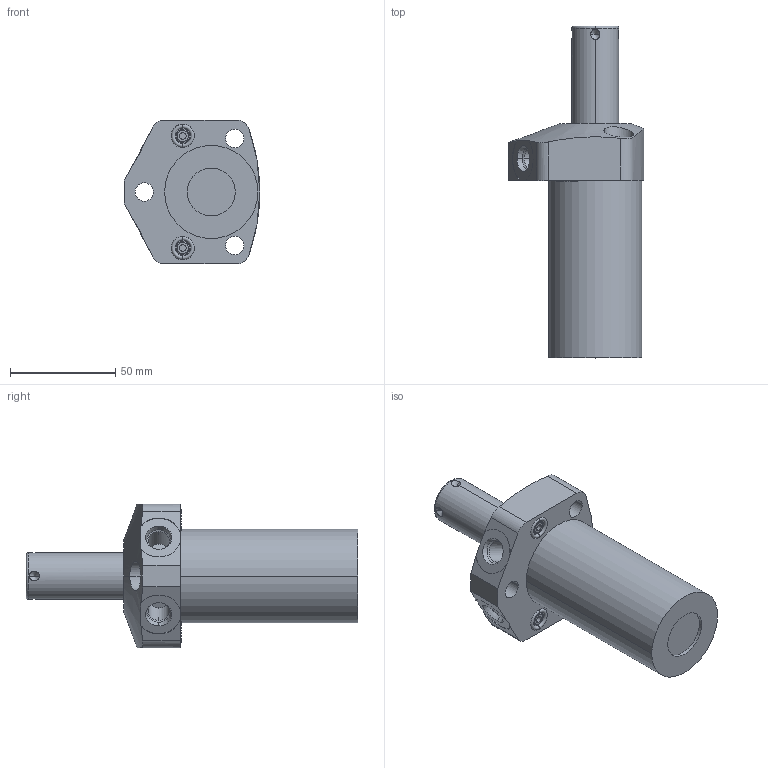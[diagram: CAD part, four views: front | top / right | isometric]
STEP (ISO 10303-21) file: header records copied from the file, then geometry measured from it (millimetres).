
FILE_DESCRIPTION((''),'2;1');
FILE_NAME('ILC15621300S','2021-06-02T',('Asawyer'),(''),'PRO/ENGINEER BY PARAMETRIC TECHNOLOGY CORPORATION, 2013320','PRO/ENGINEER BY PARAMETRIC TECHNOLOGY CORPORATION, 2013320','');
FILE_SCHEMA(('CONFIG_CONTROL_DESIGN'));
Length unit declared in the file: inch
Products named in the file (1): ILC15621300S
Bounding box: 64.29 x 157.35 x 68.22 mm (x, y, z)
Volume: 223439.2 mm3; surface area: 33295.7 mm2
Topology: 1 solids, 2 shells, 131 faces, 303 edges, 189 vertices
Faces by surface type: cylinder 59, plane 34, cone 28, torus 10
Entity records: 3985 total; most frequent: CARTESIAN_POINT 931, DIRECTION 670, ORIENTED_EDGE 582, EDGE_CURVE 293, AXIS2_PLACEMENT_3D 283, VERTEX_POINT 189, EDGE_LOOP 162, CIRCLE 151
